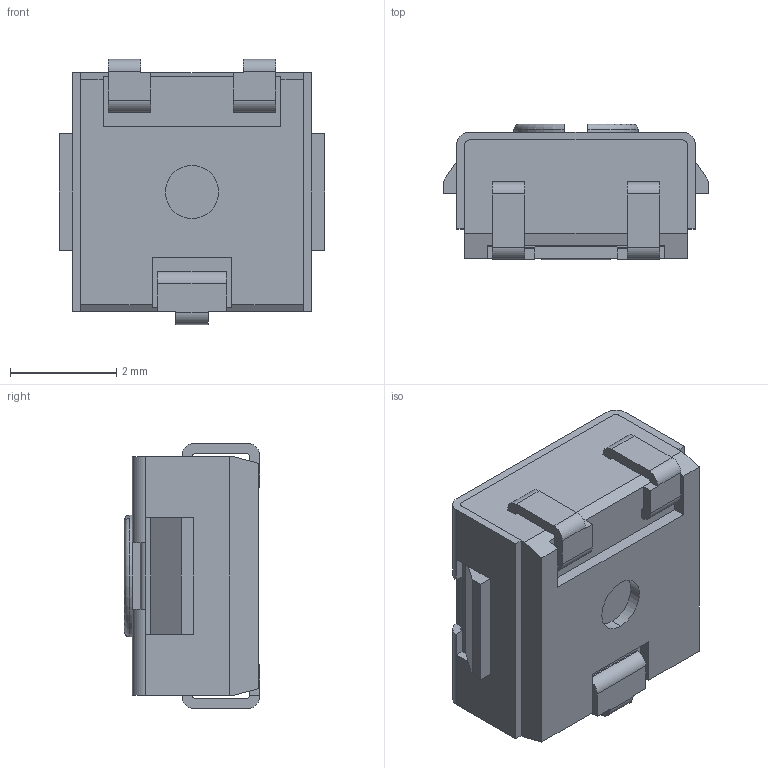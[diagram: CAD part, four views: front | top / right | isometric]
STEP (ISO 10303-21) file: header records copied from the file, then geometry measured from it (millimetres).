
FILE_DESCRIPTION (( 'STEP AP214' ), '1' );
FILE_NAME ('3314J-1-105E.STEP', '2025-01-28T19:07:18', ( '' ), ( '' ), 'SwSTEP 2.0', 'SolidWorks 2021', '' );
FILE_SCHEMA (( 'AUTOMOTIVE_DESIGN' ));
Length unit declared in the file: millimetre
Products named in the file (1): 3314J-1-105E
Bounding box: 5 x 2.55 x 5 mm (x, y, z)
Volume: 47.2 mm3; surface area: 154.2 mm2
Topology: 5 solids, 5 shells, 176 faces, 461 edges, 302 vertices
Faces by surface type: plane 115, cylinder 59, torus 2
Entity records: 5531 total; most frequent: CARTESIAN_POINT 1000, DIRECTION 931, ORIENTED_EDGE 922, EDGE_CURVE 461, LINE 337, VECTOR 337, VERTEX_POINT 302, AXIS2_PLACEMENT_3D 297
